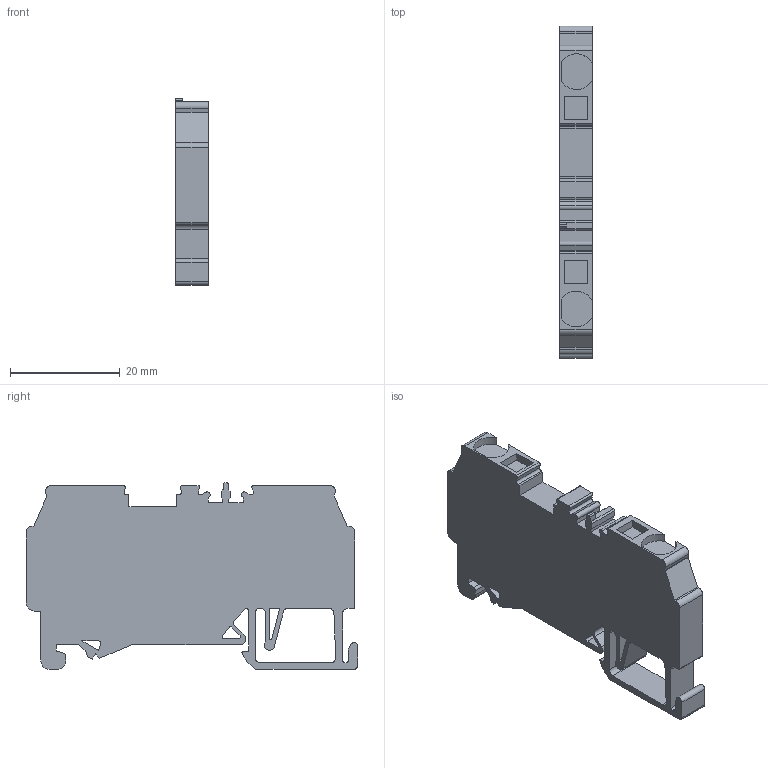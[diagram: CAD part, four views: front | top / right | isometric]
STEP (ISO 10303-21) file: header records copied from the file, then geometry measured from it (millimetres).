
FILE_DESCRIPTION( ('This file contains a STEP AP42 implementation' ,'as created by ZW3D STEP Interface translator.') ,'2;1' );
FILE_NAME( 'RST4傷赽耀倰.stp' ,'23 4 7. 85554', (''), ('ZWCAD Software Co.'), 'Version 1.0', 'ZW3D to STEP translator', '' );
FILE_SCHEMA(('AUTOMOTIVE_DESIGN { 1 0 10303 214 1 1 1 1 }'));
Length unit declared in the file: millimetre
Products named in the file (2): 0; RST4傷赽耀倰
Bounding box: 5.9 x 60.4 x 33.95 mm (x, y, z)
Volume: 9125.2 mm3; surface area: 5194.8 mm2
Topology: 1 solids, 1 shells, 148 faces, 432 edges, 288 vertices
Faces by surface type: plane 97, cylinder 51
Entity records: 5092 total; most frequent: CARTESIAN_POINT 869, ORIENTED_EDGE 864, DIRECTION 832, EDGE_CURVE 432, VECTOR 330, LINE 330, VERTEX_POINT 288, AXIS2_PLACEMENT_3D 251
